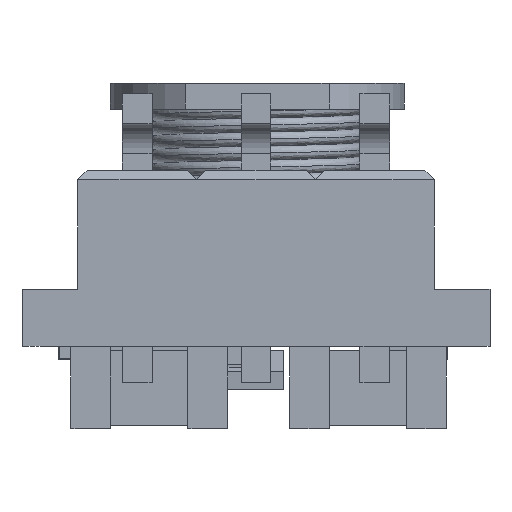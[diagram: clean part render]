
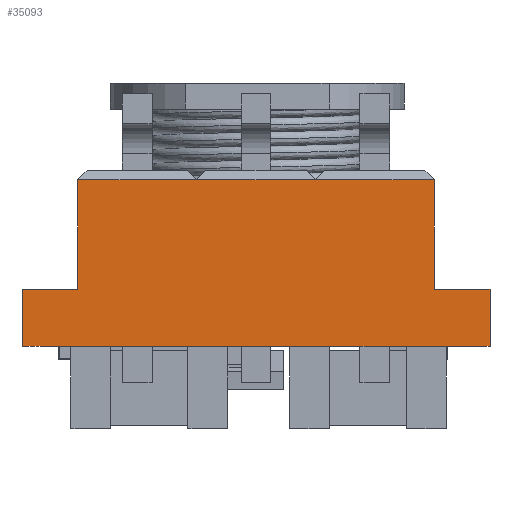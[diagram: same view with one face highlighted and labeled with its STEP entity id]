
A CAD part, front view. The second image highlights one B-rep face of the part: STEP entity #35093.
In plain terms, the highlighted planar face has unit normal (0, -1, 0).
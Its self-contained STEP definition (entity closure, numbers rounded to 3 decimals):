
#655 = VERTEX_POINT ( 'NONE', #25016 ) ;
#1226 = DIRECTION ( 'NONE',  ( 1., 0., 0. ) ) ;
#1378 = ORIENTED_EDGE ( 'NONE', *, *, #38016, .F. ) ;
#1470 = DIRECTION ( 'NONE',  ( 0., 1., 0. ) ) ;
#1754 = VERTEX_POINT ( 'NONE', #23051 ) ;
#2059 = CARTESIAN_POINT ( 'NONE',  ( 0., -1.27, 2.34 ) ) ;
#2851 = EDGE_CURVE ( 'NONE', #8344, #20590, #12868, .T. ) ;
#3574 = CARTESIAN_POINT ( 'NONE',  ( 5.01, -1.27, -1.22 ) ) ;
#3773 = DIRECTION ( 'NONE',  ( 1., 0., 0. ) ) ;
#3981 = CARTESIAN_POINT ( 'NONE',  ( 3.82, -1.27, 2.34 ) ) ;
#6374 = CARTESIAN_POINT ( 'NONE',  ( 0., -1.27, 2.34 ) ) ;
#7228 = LINE ( 'NONE', #28179, #9113 ) ;
#7334 = DIRECTION ( 'NONE',  ( 0., 0., 1. ) ) ;
#7484 = CARTESIAN_POINT ( 'NONE',  ( 0., -1.27, 2.34 ) ) ;
#8344 = VERTEX_POINT ( 'NONE', #38890 ) ;
#8488 = CARTESIAN_POINT ( 'NONE',  ( 3.82, -1.27, 0. ) ) ;
#8704 = CARTESIAN_POINT ( 'NONE',  ( 5.01, -1.27, -1.22 ) ) ;
#9113 = VECTOR ( 'NONE', #33906, 1000. ) ;
#9179 = DIRECTION ( 'NONE',  ( 0., 0., -1. ) ) ;
#9214 = EDGE_CURVE ( 'NONE', #8344, #19167, #30127, .T. ) ;
#10103 = ORIENTED_EDGE ( 'NONE', *, *, #17178, .F. ) ;
#10229 = CARTESIAN_POINT ( 'NONE',  ( -3.8, -1.27, 2.34 ) ) ;
#10281 = CARTESIAN_POINT ( 'NONE',  ( -3.8, -1.27, 0. ) ) ;
#11858 = LINE ( 'NONE', #2059, #16048 ) ;
#12144 = ORIENTED_EDGE ( 'NONE', *, *, #9214, .T. ) ;
#12503 = ORIENTED_EDGE ( 'NONE', *, *, #2851, .F. ) ;
#12868 = LINE ( 'NONE', #35953, #17075 ) ;
#13138 = PLANE ( 'NONE',  #28366 ) ;
#13920 = EDGE_CURVE ( 'NONE', #21988, #31357, #14011, .T. ) ;
#14011 = LINE ( 'NONE', #38705, #37001 ) ;
#14443 = VERTEX_POINT ( 'NONE', #16578 ) ;
#14548 = ORIENTED_EDGE ( 'NONE', *, *, #13920, .F. ) ;
#15112 = LINE ( 'NONE', #6374, #23161 ) ;
#15163 = VECTOR ( 'NONE', #1226, 1000. ) ;
#16048 = VECTOR ( 'NONE', #29078, 1000. ) ;
#16578 = CARTESIAN_POINT ( 'NONE',  ( 5.01, -1.27, 0. ) ) ;
#16597 = EDGE_CURVE ( 'NONE', #31357, #14443, #7228, .T. ) ;
#17016 = ORIENTED_EDGE ( 'NONE', *, *, #35585, .F. ) ;
#17075 = VECTOR ( 'NONE', #30330, 1000. ) ;
#17178 = EDGE_CURVE ( 'NONE', #20590, #24849, #23211, .T. ) ;
#17654 = CARTESIAN_POINT ( 'NONE',  ( -4.99, -1.27, 0. ) ) ;
#18022 = EDGE_CURVE ( 'NONE', #19167, #14443, #38601, .T. ) ;
#19167 = VERTEX_POINT ( 'NONE', #8704 ) ;
#19176 = CARTESIAN_POINT ( 'NONE',  ( 0., -1.27, -0.601 ) ) ;
#20326 = VERTEX_POINT ( 'NONE', #10229 ) ;
#20590 = VERTEX_POINT ( 'NONE', #17654 ) ;
#20982 = EDGE_CURVE ( 'NONE', #655, #1754, #33638, .T. ) ;
#21394 = ORIENTED_EDGE ( 'NONE', *, *, #26529, .F. ) ;
#21988 = VERTEX_POINT ( 'NONE', #3981 ) ;
#22228 = FACE_OUTER_BOUND ( 'NONE', #38766, .T. ) ;
#23051 = CARTESIAN_POINT ( 'NONE',  ( 1.28, -1.27, 2.34 ) ) ;
#23161 = VECTOR ( 'NONE', #3773, 1000. ) ;
#23177 = VECTOR ( 'NONE', #24596, 1000. ) ;
#23211 = LINE ( 'NONE', #31512, #15163 ) ;
#23993 = LINE ( 'NONE', #33468, #31026 ) ;
#24214 = ORIENTED_EDGE ( 'NONE', *, *, #20982, .F. ) ;
#24596 = DIRECTION ( 'NONE',  ( 0., 0., 1. ) ) ;
#24849 = VERTEX_POINT ( 'NONE', #10281 ) ;
#25016 = CARTESIAN_POINT ( 'NONE',  ( -1.26, -1.27, 2.34 ) ) ;
#25527 = CARTESIAN_POINT ( 'NONE',  ( -4.99, -1.27, -1.22 ) ) ;
#26529 = EDGE_CURVE ( 'NONE', #20326, #655, #15112, .T. ) ;
#27542 = ORIENTED_EDGE ( 'NONE', *, *, #16597, .F. ) ;
#28179 = CARTESIAN_POINT ( 'NONE',  ( 0., -1.27, 0. ) ) ;
#28366 = AXIS2_PLACEMENT_3D ( 'NONE', #19176, #1470, #7334 ) ;
#28924 = DIRECTION ( 'NONE',  ( 1., 0., 0. ) ) ;
#29078 = DIRECTION ( 'NONE',  ( 1., 0., 0. ) ) ;
#30127 = LINE ( 'NONE', #25527, #31523 ) ;
#30330 = DIRECTION ( 'NONE',  ( 0., 0., 1. ) ) ;
#31026 = VECTOR ( 'NONE', #33732, 1000. ) ;
#31357 = VERTEX_POINT ( 'NONE', #8488 ) ;
#31512 = CARTESIAN_POINT ( 'NONE',  ( 0., -1.27, 0. ) ) ;
#31523 = VECTOR ( 'NONE', #28924, 1000. ) ;
#31783 = VECTOR ( 'NONE', #34635, 1000. ) ;
#31941 = ORIENTED_EDGE ( 'NONE', *, *, #18022, .T. ) ;
#33468 = CARTESIAN_POINT ( 'NONE',  ( -3.8, -1.27, -0.601 ) ) ;
#33638 = LINE ( 'NONE', #7484, #31783 ) ;
#33732 = DIRECTION ( 'NONE',  ( 0., 0., 1. ) ) ;
#33906 = DIRECTION ( 'NONE',  ( 1., 0., 0. ) ) ;
#34635 = DIRECTION ( 'NONE',  ( 1., 0., 0. ) ) ;
#35093 = ADVANCED_FACE ( 'NONE', ( #22228 ), #13138, .F. ) ;
#35585 = EDGE_CURVE ( 'NONE', #1754, #21988, #11858, .T. ) ;
#35953 = CARTESIAN_POINT ( 'NONE',  ( -4.99, -1.27, -1.22 ) ) ;
#37001 = VECTOR ( 'NONE', #9179, 1000. ) ;
#38016 = EDGE_CURVE ( 'NONE', #24849, #20326, #23993, .T. ) ;
#38601 = LINE ( 'NONE', #3574, #23177 ) ;
#38705 = CARTESIAN_POINT ( 'NONE',  ( 3.82, -1.27, -0.601 ) ) ;
#38766 = EDGE_LOOP ( 'NONE', ( #27542, #14548, #17016, #24214, #21394, #1378, #10103, #12503, #12144, #31941 ) ) ;
#38890 = CARTESIAN_POINT ( 'NONE',  ( -4.99, -1.27, -1.22 ) ) ;
